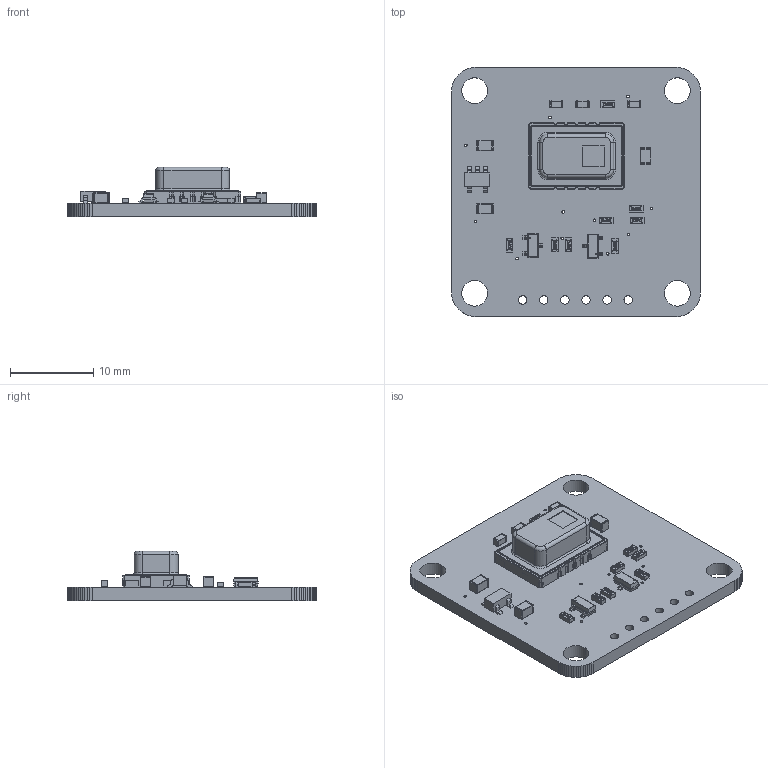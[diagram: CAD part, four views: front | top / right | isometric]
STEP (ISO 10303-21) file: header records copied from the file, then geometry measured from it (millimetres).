
FILE_DESCRIPTION(('PCB Model'),'2;1');
FILE_NAME('EVE AMG8833 STEP.STEP','2021-03-16T08:33:48',('pritesh'),( 'Unspecified'),'Open CASCADE STEP processor 6.8','Proteus','Unknown' );
FILE_SCHEMA(('AUTOMOTIVE_DESIGN { 1 0 10303 214 1 1 1 1 }'));
Length unit declared in the file: millimetre
Products named in the file (86): Open CASCADE STEP translator 6.8 1; Layer_1; U1; Open CASCADE STEP translator 6.8 1.2.1; Body_1; =>[0:1:1:3]; =>[0:1:1:4]; =>[0:1:1:5]; =>[0:1:1:6]; =>[0:1:1:7]; =>[0:1:1:8]; =>[0:1:1:9]; =>[0:1:1:10]; =>[0:1:1:11]; =>[0:1:1:12]; =>[0:1:1:13]; =>[0:1:1:14]; =>[0:1:1:15]; =>[0:1:1:16]; =>[0:1:1:17]; =>[0:1:1:18]; =>[0:1:1:19]; =>[0:1:1:20]; U2; Open CASCADE STEP translator 6.8 1.3.1; Pin_1; Pin_2; Pin_3; Pin_4; Pin_5; C1; Open CASCADE STEP translator 6.8 1.4.1; Part_3; Part_2; Part_1; C3; Open CASCADE STEP translator 6.8 1.5.1; C2; Open CASCADE STEP translator 6.8 1.6.1; C4 ...
Assembly tree (105 placements, depth 6):
  Open CASCADE STEP translator 6.8 1
    Layer_1
    U1
      Open CASCADE STEP translator 6.8 1.2.1
        Body_1
          =>[0:1:1:3]
          =>[0:1:1:4]
          =>[0:1:1:5]
          =>[0:1:1:6]
          =>[0:1:1:7]
          =>[0:1:1:8]
          =>[0:1:1:9]
          =>[0:1:1:10]
          =>[0:1:1:11]
          =>[0:1:1:12]
          =>[0:1:1:13]
          =>[0:1:1:14]
          =>[0:1:1:15]
          =>[0:1:1:16]
          =>[0:1:1:17]
          =>[0:1:1:18]
          =>[0:1:1:19]
          =>[0:1:1:20]
    U2
      Open CASCADE STEP translator 6.8 1.3.1
        Body_1
        Pin_1
        Pin_2
        Pin_3
        Pin_4
        Pin_5
    C1
      Open CASCADE STEP translator 6.8 1.4.1
        Body_1
          Part_3
          Part_2
          Part_1
    C3
      Open CASCADE STEP translator 6.8 1.5.1
        Body_1
          Part_3
          Part_2
          Part_1
    C2
      Open CASCADE STEP translator 6.8 1.6.1
        Body_1
          Part_3
          Part_2
          Part_1
    C4
      Open CASCADE STEP translator 6.8 1.7.1
        Body_1
          Part_3
          Part_2
          Part_1
    C5
      Open CASCADE STEP translator 6.8 1.8.1
        Body_1
          Part_3
          Part_2
Bounding box: 30 x 30 x 5.94 mm (x, y, z)
Volume: 1703.1 mm3; surface area: 3048 mm2
Topology: 83 solids, 83 shells, 1712 faces, 4311 edges, 2778 vertices
Faces by surface type: plane 929, cylinder 399, bspline 328, sphere 48, torus 8
Entity records: 31595 total; most frequent: CARTESIAN_POINT 7282, DIRECTION 4297, ORIENTED_EDGE 4142, EDGE_CURVE 2071, AXIS2_PLACEMENT_3D 1465, LINE 1367, VECTOR 1367, VERTEX_POINT 1354
